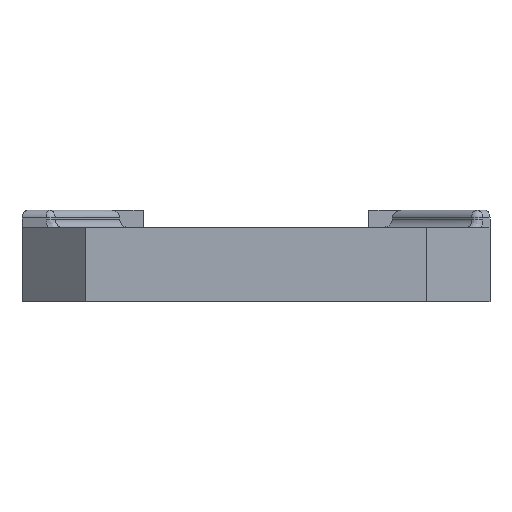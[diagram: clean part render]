
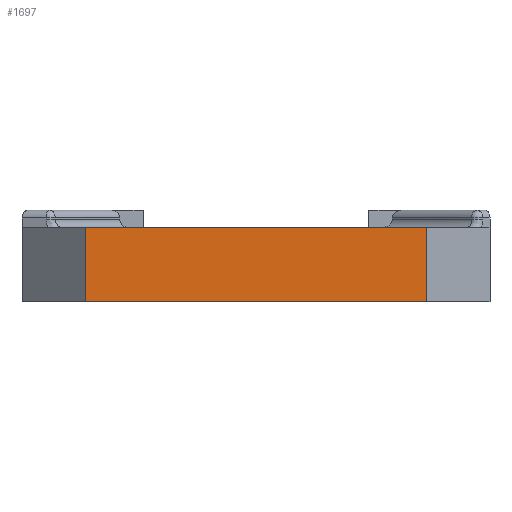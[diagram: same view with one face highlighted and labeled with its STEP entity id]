
A CAD part, front view. The second image highlights one B-rep face of the part: STEP entity #1697.
In plain terms, the highlighted planar face has unit normal (0, -1, 0).
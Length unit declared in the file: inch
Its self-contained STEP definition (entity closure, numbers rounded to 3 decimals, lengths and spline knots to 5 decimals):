
#59 = ORIENTED_EDGE ( 'NONE', *, *, #459, .T. ) ;
#209 = ORIENTED_EDGE ( 'NONE', *, *, #924, .T. ) ;
#221 = CARTESIAN_POINT ( 'NONE',  ( -5.41161, -4.075, 0. ) ) ;
#251 = DIRECTION ( 'NONE',  ( -1., 0., 0. ) ) ;
#272 = LINE ( 'NONE', #691, #1681 ) ;
#277 = VECTOR ( 'NONE', #1530, 39.37008 ) ;
#318 = EDGE_CURVE ( 'NONE', #373, #958, #396, .T. ) ;
#363 = EDGE_CURVE ( 'NONE', #925, #958, #1541, .T. ) ;
#368 = CARTESIAN_POINT ( 'NONE',  ( 0., -4.075, -2.35 ) ) ;
#373 = VERTEX_POINT ( 'NONE', #221 ) ;
#394 = CARTESIAN_POINT ( 'NONE',  ( 5.41161, -4.075, -21.42166 ) ) ;
#396 = LINE ( 'NONE', #682, #277 ) ;
#424 = LINE ( 'NONE', #394, #1091 ) ;
#459 = EDGE_CURVE ( 'NONE', #1168, #373, #272, .T. ) ;
#682 = CARTESIAN_POINT ( 'NONE',  ( -5.41161, -4.075, -2.35 ) ) ;
#691 = CARTESIAN_POINT ( 'NONE',  ( 0., -4.075, 0. ) ) ;
#714 = ORIENTED_EDGE ( 'NONE', *, *, #318, .T. ) ;
#778 = CARTESIAN_POINT ( 'NONE',  ( 5.41161, -4.075, 0. ) ) ;
#841 = FACE_OUTER_BOUND ( 'NONE', #978, .T. ) ;
#924 = EDGE_CURVE ( 'NONE', #925, #1168, #424, .T. ) ;
#925 = VERTEX_POINT ( 'NONE', #1549 ) ;
#958 = VERTEX_POINT ( 'NONE', #1039 ) ;
#978 = EDGE_LOOP ( 'NONE', ( #1161, #209, #59, #714 ) ) ;
#997 = DIRECTION ( 'NONE',  ( 0., 0., 1. ) ) ;
#1003 = VECTOR ( 'NONE', #251, 39.37008 ) ;
#1039 = CARTESIAN_POINT ( 'NONE',  ( -5.41161, -4.075, -2.35 ) ) ;
#1091 = VECTOR ( 'NONE', #997, 39.37008 ) ;
#1161 = ORIENTED_EDGE ( 'NONE', *, *, #363, .F. ) ;
#1168 = VERTEX_POINT ( 'NONE', #778 ) ;
#1268 = DIRECTION ( 'NONE',  ( 0., 1., 0. ) ) ;
#1389 = DIRECTION ( 'NONE',  ( 0., 0., 1. ) ) ;
#1530 = DIRECTION ( 'NONE',  ( 0., 0., -1. ) ) ;
#1531 = PLANE ( 'NONE',  #1770 ) ;
#1541 = LINE ( 'NONE', #368, #1003 ) ;
#1549 = CARTESIAN_POINT ( 'NONE',  ( 5.41161, -4.075, -2.35 ) ) ;
#1583 = DIRECTION ( 'NONE',  ( -1., 0., 0. ) ) ;
#1681 = VECTOR ( 'NONE', #1583, 39.37008 ) ;
#1697 = ADVANCED_FACE ( 'NONE', ( #841 ), #1531, .F. ) ;
#1770 = AXIS2_PLACEMENT_3D ( 'NONE', #1816, #1268, #1389 ) ;
#1816 = CARTESIAN_POINT ( 'NONE',  ( 0., -4.075, -21.42166 ) ) ;
